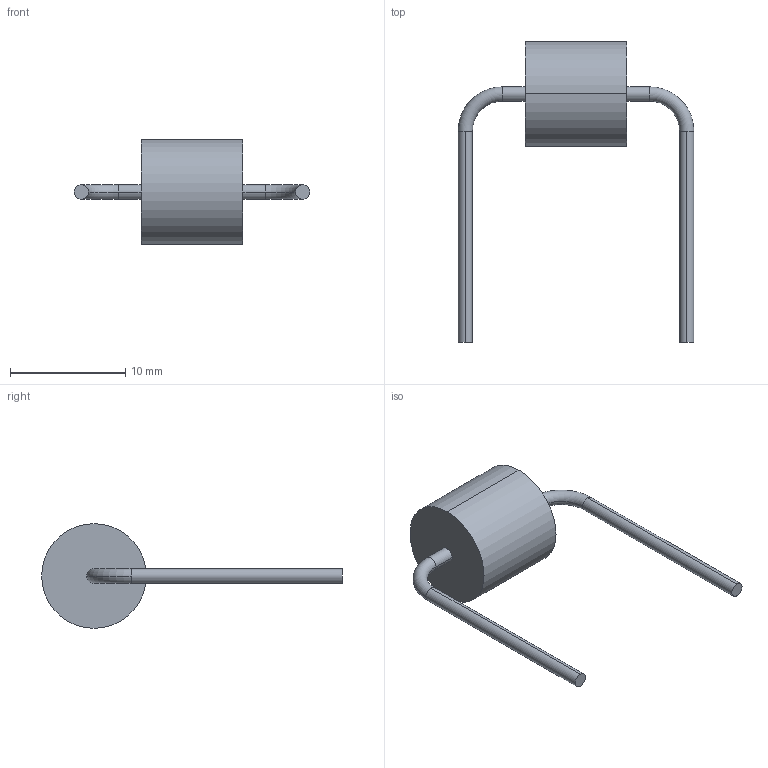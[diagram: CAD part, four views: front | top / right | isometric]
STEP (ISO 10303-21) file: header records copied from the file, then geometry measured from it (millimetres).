
FILE_DESCRIPTION (( 'STEP AP214' ), '1' );
FILE_NAME ('BZW50.STEP', '2024-01-22T12:26:09', ( 'LENOVO' ), ( '' ), 'SwSTEP 2.0', 'SolidWorks 2021', '' );
FILE_SCHEMA (( 'AUTOMOTIVE_DESIGN' ));
Length unit declared in the file: millimetre
Products named in the file (1): BZW50
Bounding box: 20.5 x 26.13 x 9.1 mm (x, y, z)
Volume: 637.9 mm3; surface area: 587.5 mm2
Topology: 3 solids, 3 shells, 20 faces, 38 edges, 24 vertices
Faces by surface type: cylinder 10, plane 6, torus 4
Entity records: 570 total; most frequent: DIRECTION 108, CARTESIAN_POINT 83, ORIENTED_EDGE 76, AXIS2_PLACEMENT_3D 49, EDGE_CURVE 38, CIRCLE 28, VERTEX_POINT 24, ADVANCED_FACE 20
